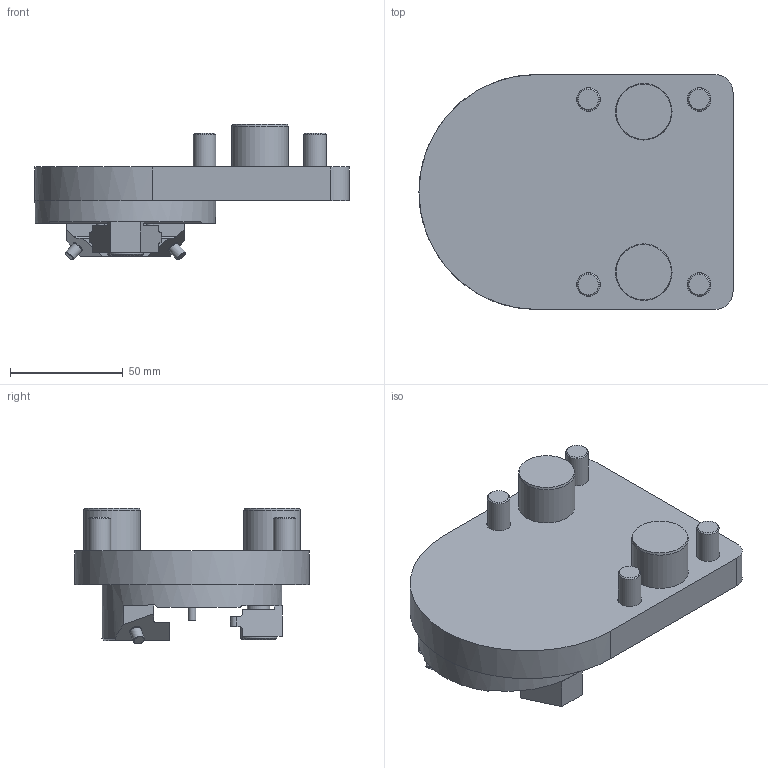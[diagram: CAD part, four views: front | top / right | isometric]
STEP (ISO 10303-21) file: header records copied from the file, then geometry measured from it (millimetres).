
FILE_DESCRIPTION(/* description */ (''),/* implementation_level */ '2;1');
FILE_NAME(/* name */ '1529305469737.stp',/* time_stamp */ '2018-06-18T09:04:37+02:00',/* author */ (''),/* organization */ ('SMS'),/* preprocessor_version */ 'ST-DEVELOPER v15',/* originating_system */ 'SIEMENS PLM Software NX 8.5',/* authorisation */ '');
FILE_SCHEMA (('AUTOMOTIVE_DESIGN { 1 0 10303 214 3 1 1 1 }'));
Length unit declared in the file: millimetre
Products named in the file (1): 570-80_200R
Bounding box: 139 x 104 x 60.19 mm (x, y, z)
Volume: 290353 mm3; surface area: 53396.2 mm2
Topology: 1 solids, 2 shells, 247 faces, 600 edges, 392 vertices
Faces by surface type: plane 134, cylinder 49, cone 33, extrusion 24, torus 6, bspline 1
Full cylindrical faces by diameter (mm): 3.3 x2, 5 x2, 10 x6, 10.5 x6, 12 x1, 16 x6, 16.5 x6, 25 x4, 80 x1
Entity records: 7930 total; most frequent: CARTESIAN_POINT 2359, DIRECTION 1176, ORIENTED_EDGE 1026, EDGE_CURVE 513, AXIS2_PLACEMENT_3D 452, VERTEX_POINT 360, EDGE_LOOP 339, VECTOR 272
